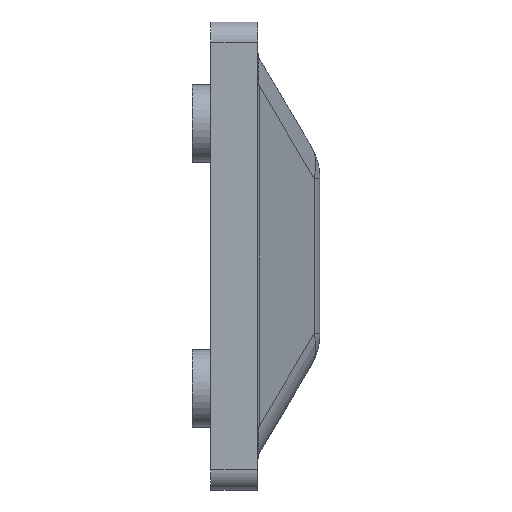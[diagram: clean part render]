
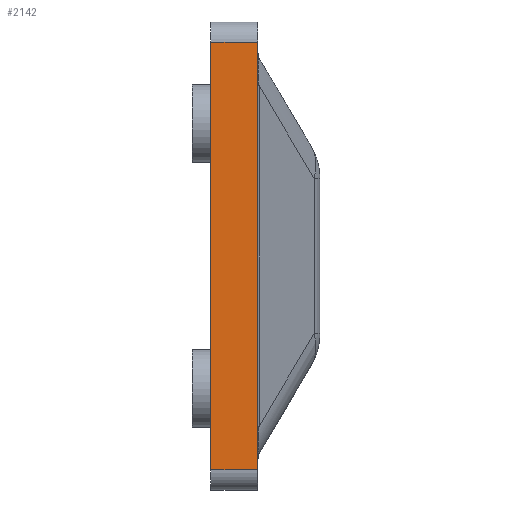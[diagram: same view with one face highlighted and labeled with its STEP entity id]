
A CAD part, left-side view. The second image highlights one B-rep face of the part: STEP entity #2142.
In plain terms, the highlighted planar face has unit normal (-1, 0, 0).
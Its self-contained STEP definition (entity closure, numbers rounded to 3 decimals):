
#20 = LINE ( 'NONE', #860, #6215 ) ;
#133 = VECTOR ( 'NONE', #1793, 1000. ) ;
#221 = ORIENTED_EDGE ( 'NONE', *, *, #3166, .T. ) ;
#445 = VERTEX_POINT ( 'NONE', #4791 ) ;
#789 = EDGE_CURVE ( 'NONE', #5427, #2303, #9614, .T. ) ;
#806 = DIRECTION ( 'NONE',  ( 0., 0., 1. ) ) ;
#850 = EDGE_CURVE ( 'NONE', #5427, #2031, #20, .T. ) ;
#860 = CARTESIAN_POINT ( 'NONE',  ( -26., 0., -13.7 ) ) ;
#1013 = PLANE ( 'NONE',  #8212 ) ;
#1279 = ORIENTED_EDGE ( 'NONE', *, *, #2226, .T. ) ;
#1793 = DIRECTION ( 'NONE',  ( 0., 1., 0. ) ) ;
#2031 = VERTEX_POINT ( 'NONE', #10244 ) ;
#2142 = ADVANCED_FACE ( 'NONE', ( #8222 ), #1013, .T. ) ;
#2226 = EDGE_CURVE ( 'NONE', #445, #2303, #2592, .T. ) ;
#2303 = VERTEX_POINT ( 'NONE', #6709 ) ;
#2550 = EDGE_LOOP ( 'NONE', ( #4268, #4591, #221, #1279 ) ) ;
#2592 = LINE ( 'NONE', #9011, #133 ) ;
#3166 = EDGE_CURVE ( 'NONE', #2031, #445, #8938, .T. ) ;
#3454 = CARTESIAN_POINT ( 'NONE',  ( -26., -3., 15. ) ) ;
#4268 = ORIENTED_EDGE ( 'NONE', *, *, #789, .F. ) ;
#4591 = ORIENTED_EDGE ( 'NONE', *, *, #850, .T. ) ;
#4791 = CARTESIAN_POINT ( 'NONE',  ( -26., -3., 13.7 ) ) ;
#4985 = DIRECTION ( 'NONE',  ( 0., -1., 0. ) ) ;
#5427 = VERTEX_POINT ( 'NONE', #9843 ) ;
#5664 = CARTESIAN_POINT ( 'NONE',  ( -26., 0., 15. ) ) ;
#5872 = DIRECTION ( 'NONE',  ( -1., 0., 0. ) ) ;
#5899 = DIRECTION ( 'NONE',  ( 0., 0., 1. ) ) ;
#6215 = VECTOR ( 'NONE', #4985, 1000. ) ;
#6707 = VECTOR ( 'NONE', #5899, 1000. ) ;
#6709 = CARTESIAN_POINT ( 'NONE',  ( -26., 0., 13.7 ) ) ;
#7841 = CARTESIAN_POINT ( 'NONE',  ( -26., 0., 15. ) ) ;
#8056 = VECTOR ( 'NONE', #806, 1000. ) ;
#8212 = AXIS2_PLACEMENT_3D ( 'NONE', #5664, #5872, #8855 ) ;
#8222 = FACE_OUTER_BOUND ( 'NONE', #2550, .T. ) ;
#8855 = DIRECTION ( 'NONE',  ( 0., 0., 1. ) ) ;
#8938 = LINE ( 'NONE', #3454, #6707 ) ;
#9011 = CARTESIAN_POINT ( 'NONE',  ( -26., 0., 13.7 ) ) ;
#9614 = LINE ( 'NONE', #7841, #8056 ) ;
#9843 = CARTESIAN_POINT ( 'NONE',  ( -26., 0., -13.7 ) ) ;
#10244 = CARTESIAN_POINT ( 'NONE',  ( -26., -3., -13.7 ) ) ;
